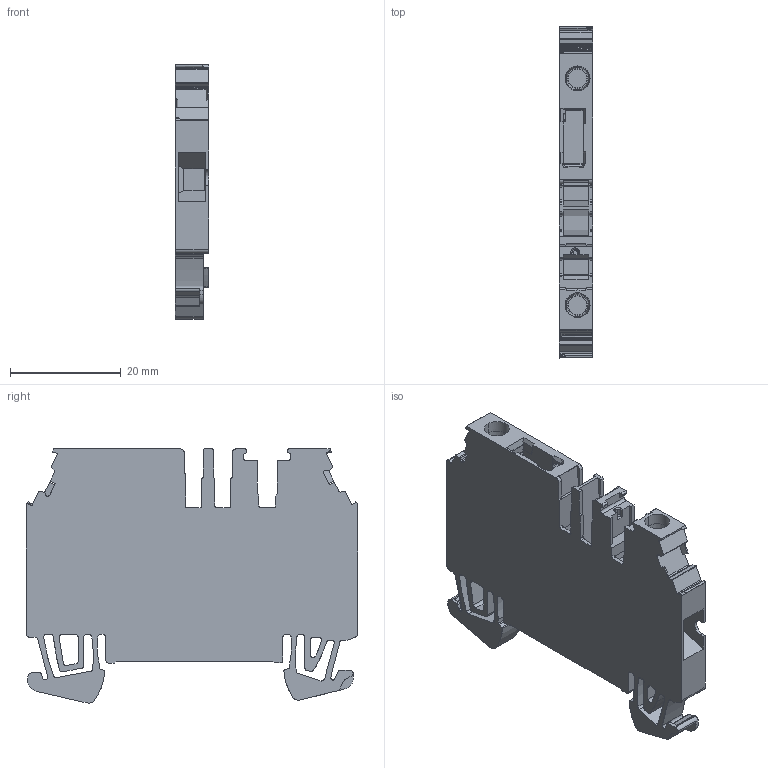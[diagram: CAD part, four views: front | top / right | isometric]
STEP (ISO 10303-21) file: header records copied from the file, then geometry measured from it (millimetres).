
FILE_DESCRIPTION(('CATIA V5 STEP Exchange','CAx-IF Rec.Pracs.--- Model Styling and Organization---1.4--- 2014-01-23'),'2;1');
FILE_NAME ('1473400-4_1', '2023-03-10T07:24:31+00:00', ('none'), ('Weidmueller'), 'CATIA Version 5-6 Release 2016 SP3 HF44', 'CATIA V5 STEP AP214', 'none');
FILE_SCHEMA(('AUTOMOTIVE_DESIGN { 1 0 10303 214 1 1 1 1 }'));
Length unit declared in the file: millimetre
Products named in the file (1): 2892780000
Bounding box: 6.1 x 60 x 45.98 mm (x, y, z)
Volume: 11131.8 mm3; surface area: 7988.5 mm2
Topology: 1 solids, 4 shells, 758 faces, 2117 edges, 1365 vertices
Faces by surface type: plane 332, cylinder 241, extrusion 130, torus 31, cone 11, bspline 9, sphere 4
Entity records: 24990 total; most frequent: CARTESIAN_POINT 6626, ORIENTED_EDGE 4226, DIRECTION 2968, EDGE_CURVE 2113, VECTOR 1485, VERTEX_POINT 1365, LINE 1355, AXIS2_PLACEMENT_3D 959
